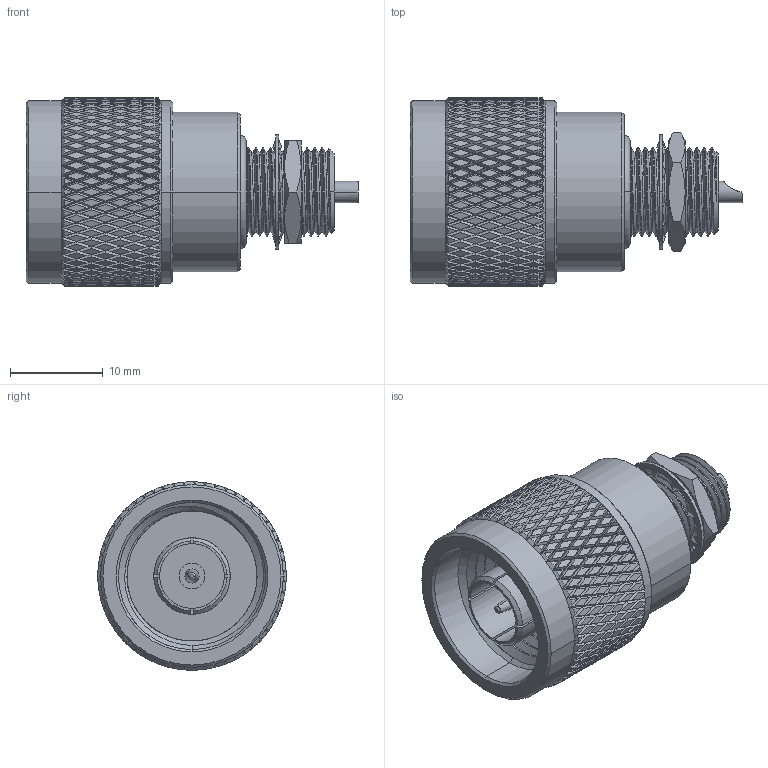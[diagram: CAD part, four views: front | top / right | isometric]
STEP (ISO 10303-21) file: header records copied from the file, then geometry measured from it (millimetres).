
FILE_DESCRIPTION (( 'STEP AP203' ), '1' );
FILE_NAME ('PE4490BK.step', '2018-08-08T15:32:27', ( '' ), ( '' ), 'SwSTEP 2.0', 'SolidWorks 2017', '' );
FILE_SCHEMA (( 'CONFIG_CONTROL_DESIGN' ));
Products named in the file (1): PE4490BK
Bounding box: 35.81 x 20.32 x 20.32 mm (x, y, z)
Volume: 5761 mm3; surface area: 4411.2 mm2
Topology: 4 solids, 4 shells, 2429 faces, 5306 edges, 2893 vertices
Faces by surface type: bspline 1809, cylinder 533, cone 41, plane 40, torus 6
Entity records: 95573 total; most frequent: CARTESIAN_POINT 62654, ORIENTED_EDGE 10612, EDGE_CURVE 5306, VERTEX_POINT 2893, EDGE_LOOP 2443, FACE_OUTER_BOUND 2429, ADVANCED_FACE 2429, B_SPLINE_CURVE_WITH_KNOTS 2285
